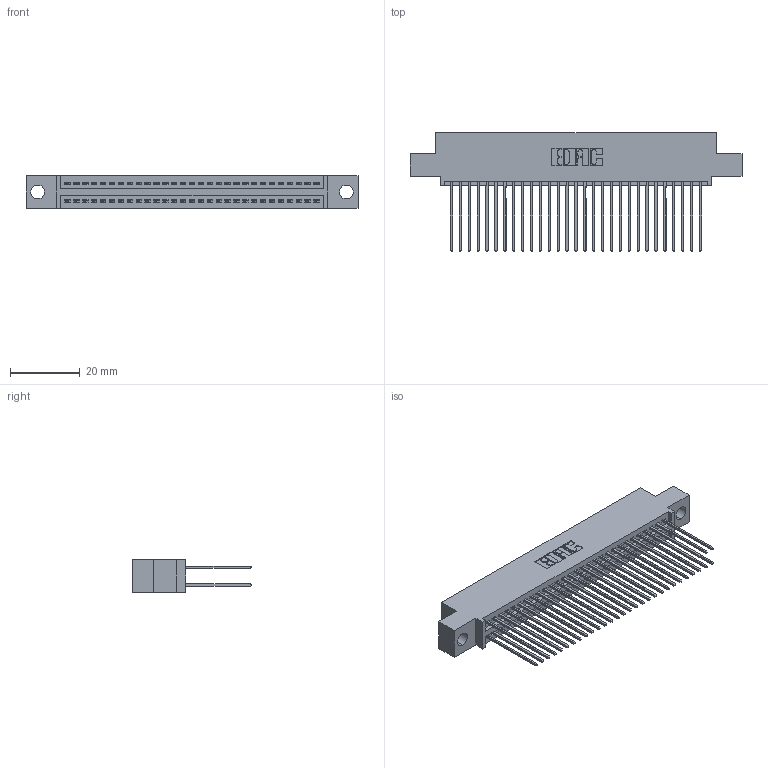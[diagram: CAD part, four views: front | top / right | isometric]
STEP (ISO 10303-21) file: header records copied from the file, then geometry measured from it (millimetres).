
FILE_DESCRIPTION (( 'STEP AP203' ), '1' );
FILE_NAME ('395-058-541-504.STEP', '2021-06-17T01:37:11', ( '' ), ( '' ), 'SwSTEP 2.0', 'SolidWorks 2020', '' );
FILE_SCHEMA (( 'CONFIG_CONTROL_DESIGN' ));
Length unit declared in the file: inch
Products named in the file (3): 345-292-001_345-293-141; 345 Part_0.110 Offset - 0.156 Dia-TI; 395-058-541-504
Assembly tree (59 placements, depth 2):
  395-058-541-504
    345 Part_0.110 Offset - 0.156 Dia-TI
    345-292-001_345-293-141  x58
Bounding box: 94.87 x 33.96 x 9.4 mm (x, y, z)
Volume: 9248.4 mm3; surface area: 14927.6 mm2
Topology: 59 solids, 59 shells, 3044 faces, 9031 edges, 5942 vertices
Faces by surface type: plane 2012, cylinder 1032
Entity records: 25073 total; most frequent: CARTESIAN_POINT 4222, ORIENTED_EDGE 4154, DIRECTION 3737, EDGE_CURVE 2077, LINE 1829, VECTOR 1829, VERTEX_POINT 1382, AXIS2_PLACEMENT_3D 954
